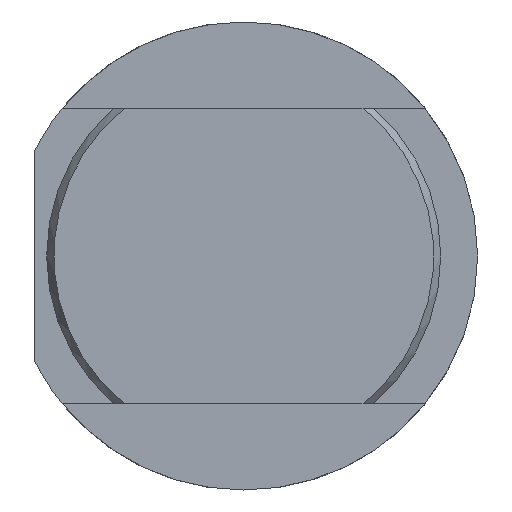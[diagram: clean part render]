
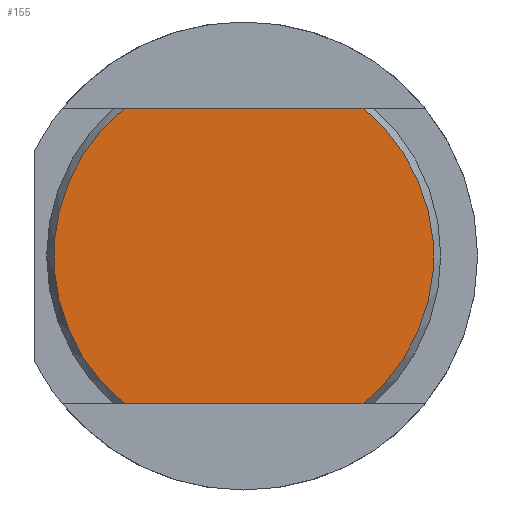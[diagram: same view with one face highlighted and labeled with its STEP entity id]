
A CAD part, left-side view. The second image highlights one B-rep face of the part: STEP entity #155.
In plain terms, the highlighted planar face has unit normal (-1, 0, 0).
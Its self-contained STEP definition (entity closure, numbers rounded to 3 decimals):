
#40 = CIRCLE ( 'NONE', #1261, 7.711 ) ;
#155 = ADVANCED_FACE ( 'NONE', ( #1973 ), #2886, .F. ) ;
#586 = CARTESIAN_POINT ( 'NONE',  ( 0., 7.365, -6. ) ) ;
#587 = DIRECTION ( 'NONE',  ( 0., 1., 0. ) ) ;
#734 = CARTESIAN_POINT ( 'NONE',  ( 0., 4.844, 6. ) ) ;
#754 = CARTESIAN_POINT ( 'NONE',  ( 0., -4.844, 6. ) ) ;
#755 = CARTESIAN_POINT ( 'NONE',  ( 0., 4.844, -6. ) ) ;
#767 = CARTESIAN_POINT ( 'NONE',  ( 0., -4.844, -6. ) ) ;
#904 = AXIS2_PLACEMENT_3D ( 'NONE', #2885, #2888, #2889 ) ;
#913 = EDGE_CURVE ( 'NONE', #2753, #2774, #40, .T. ) ;
#963 = EDGE_CURVE ( 'NONE', #2786, #2773, #2339, .T. ) ;
#969 = EDGE_CURVE ( 'NONE', #2753, #2773, #2342, .T. ) ;
#1165 = EDGE_CURVE ( 'NONE', #2786, #2774, #2246, .T. ) ;
#1261 = AXIS2_PLACEMENT_3D ( 'NONE', #3247, #3257, #3258 ) ;
#1291 = AXIS2_PLACEMENT_3D ( 'NONE', #3387, #3389, #3390 ) ;
#1717 = ORIENTED_EDGE ( 'NONE', *, *, #1165, .F. ) ;
#1718 = ORIENTED_EDGE ( 'NONE', *, *, #913, .T. ) ;
#1719 = ORIENTED_EDGE ( 'NONE', *, *, #969, .F. ) ;
#1720 = ORIENTED_EDGE ( 'NONE', *, *, #963, .T. ) ;
#1809 = EDGE_LOOP ( 'NONE', ( #1720, #1719, #1718, #1717 ) ) ;
#1973 = FACE_OUTER_BOUND ( 'NONE', #1809, .T. ) ;
#2246 = LINE ( 'NONE', #586, #2248 ) ;
#2248 = VECTOR ( 'NONE', #587, 1000. ) ;
#2339 = CIRCLE ( 'NONE', #1291, 7.711 ) ;
#2340 = VECTOR ( 'NONE', #3406, 1000. ) ;
#2342 = LINE ( 'NONE', #3405, #2340 ) ;
#2753 = VERTEX_POINT ( 'NONE', #734 ) ;
#2773 = VERTEX_POINT ( 'NONE', #754 ) ;
#2774 = VERTEX_POINT ( 'NONE', #755 ) ;
#2786 = VERTEX_POINT ( 'NONE', #767 ) ;
#2885 = CARTESIAN_POINT ( 'NONE',  ( 0., 0., 0. ) ) ;
#2886 = PLANE ( 'NONE',  #904 ) ;
#2888 = DIRECTION ( 'NONE',  ( 1., 0., 0. ) ) ;
#2889 = DIRECTION ( 'NONE',  ( 0., 0., -1. ) ) ;
#3247 = CARTESIAN_POINT ( 'NONE',  ( 0., 0., 0. ) ) ;
#3257 = DIRECTION ( 'NONE',  ( -1., 0., 0. ) ) ;
#3258 = DIRECTION ( 'NONE',  ( 0., 0., -1. ) ) ;
#3387 = CARTESIAN_POINT ( 'NONE',  ( 0., 0., 0. ) ) ;
#3389 = DIRECTION ( 'NONE',  ( -1., 0., 0. ) ) ;
#3390 = DIRECTION ( 'NONE',  ( 0., 0., -1. ) ) ;
#3405 = CARTESIAN_POINT ( 'NONE',  ( 0., 7.365, 6. ) ) ;
#3406 = DIRECTION ( 'NONE',  ( 0., -1., 0. ) ) ;
